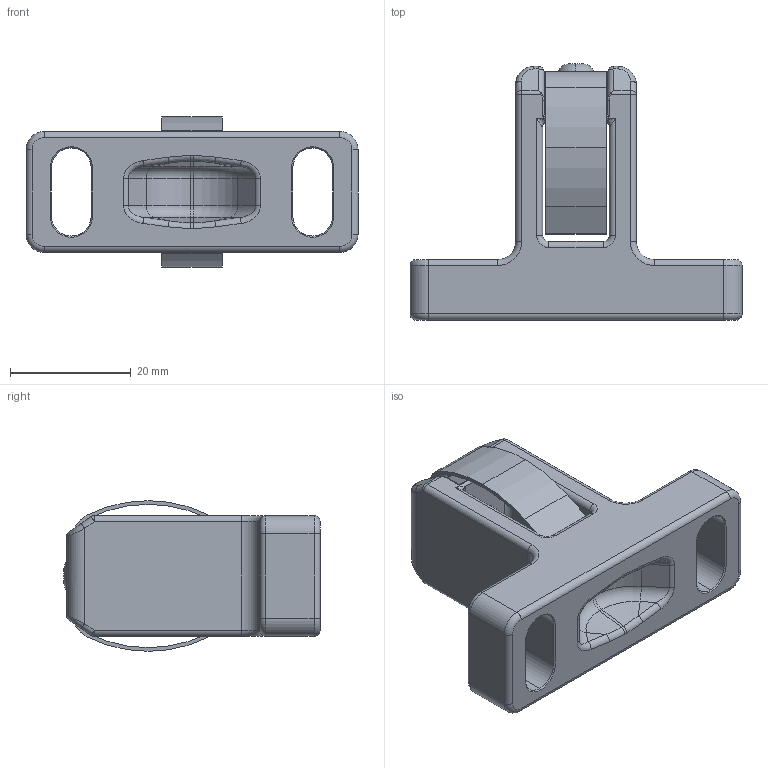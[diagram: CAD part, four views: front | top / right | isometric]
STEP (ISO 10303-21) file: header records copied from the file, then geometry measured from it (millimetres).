
FILE_DESCRIPTION(('STEP AP214'),'1');
FILE_NAME('HALDERN_EH_22160_0206.stp','2014-05-22T13:25:52',('TraceParts'),('TraceParts S.A.'),'XStep 1.0',' ',' ');
FILE_SCHEMA(('automotive_design'));
Length unit declared in the file: millimetre
Products named in the file (2): EH_22160_0206-01|EH_22160_0206-01;Imported1; EH_22160_0206-02|EH_22160_0206-02;Imported1
Bounding box: 55 x 42.43 x 24.95 mm (x, y, z)
Volume: 16295.3 mm3; surface area: 8896.3 mm2
Topology: 2 solids, 2 shells, 279 faces, 660 edges, 368 vertices
Faces by surface type: cylinder 110, plane 59, torus 48, bspline 32, cone 22, sphere 8
Entity records: 31651 total; most frequent: CARTESIAN_POINT 18220, STYLED_ITEM 1289, PRESENTATION_STYLE_ASSIGNMENT 1289, COLOUR_RGB 1289, ORIENTED_EDGE 1280, DIRECTION 1274, EDGE_CURVE 640, CURVE_STYLE 640
